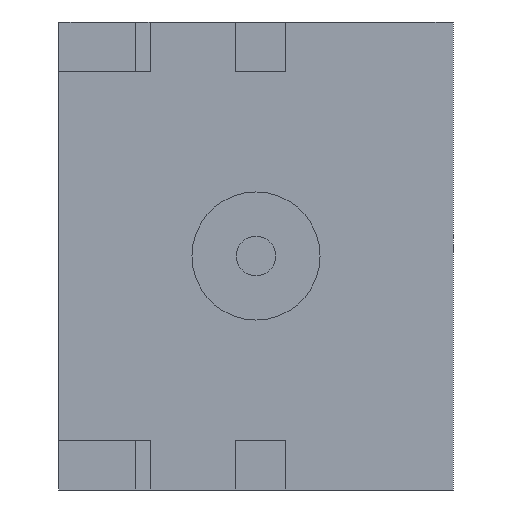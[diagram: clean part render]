
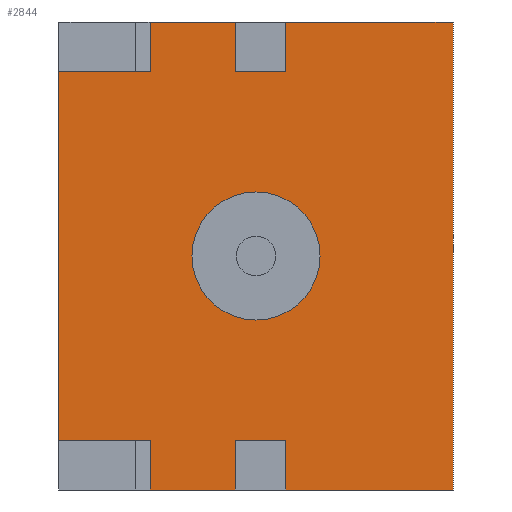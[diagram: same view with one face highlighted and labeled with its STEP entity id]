
A CAD part, front view. The second image highlights one B-rep face of the part: STEP entity #2844.
In plain terms, the highlighted planar face has unit normal (0, -1, 0).
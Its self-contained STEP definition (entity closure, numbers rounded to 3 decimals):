
#56 = VECTOR ( 'NONE', #3155, 1000. ) ;
#62 = LINE ( 'NONE', #141, #3371 ) ;
#66 = CARTESIAN_POINT ( 'NONE',  ( 0.6, -1.6, 4.75 ) ) ;
#88 = ORIENTED_EDGE ( 'NONE', *, *, #2579, .F. ) ;
#141 = CARTESIAN_POINT ( 'NONE',  ( 0.6, -1.6, 4.75 ) ) ;
#167 = CARTESIAN_POINT ( 'NONE',  ( 0., -1.6, 0. ) ) ;
#169 = CARTESIAN_POINT ( 'NONE',  ( -2.15, -1.6, -3.75 ) ) ;
#189 = DIRECTION ( 'NONE',  ( 0., 0., -1. ) ) ;
#209 = EDGE_CURVE ( 'NONE', #2981, #1564, #605, .T. ) ;
#256 = ORIENTED_EDGE ( 'NONE', *, *, #2850, .F. ) ;
#301 = LINE ( 'NONE', #3661, #2197 ) ;
#303 = CARTESIAN_POINT ( 'NONE',  ( -4., -1.6, -4.75 ) ) ;
#334 = VERTEX_POINT ( 'NONE', #1147 ) ;
#353 = CARTESIAN_POINT ( 'NONE',  ( -4., -1.6, -3.75 ) ) ;
#372 = FACE_OUTER_BOUND ( 'NONE', #3577, .T. ) ;
#380 = ORIENTED_EDGE ( 'NONE', *, *, #2944, .T. ) ;
#419 = VERTEX_POINT ( 'NONE', #4079 ) ;
#457 = VERTEX_POINT ( 'NONE', #1542 ) ;
#481 = DIRECTION ( 'NONE',  ( 0., -1., 0. ) ) ;
#539 = CARTESIAN_POINT ( 'NONE',  ( -2.15, -1.6, -4.75 ) ) ;
#543 = LINE ( 'NONE', #3704, #2342 ) ;
#605 = LINE ( 'NONE', #2364, #2449 ) ;
#634 = ORIENTED_EDGE ( 'NONE', *, *, #2278, .F. ) ;
#652 = CARTESIAN_POINT ( 'NONE',  ( 4., -1.6, 4.75 ) ) ;
#679 = CARTESIAN_POINT ( 'NONE',  ( -4., -1.6, -4.75 ) ) ;
#714 = ORIENTED_EDGE ( 'NONE', *, *, #1337, .F. ) ;
#716 = LINE ( 'NONE', #353, #3892 ) ;
#756 = VERTEX_POINT ( 'NONE', #2713 ) ;
#761 = EDGE_CURVE ( 'NONE', #2937, #457, #3619, .T. ) ;
#782 = DIRECTION ( 'NONE',  ( 0., 0., 1. ) ) ;
#814 = CARTESIAN_POINT ( 'NONE',  ( -4., -1.6, 3.75 ) ) ;
#847 = EDGE_CURVE ( 'NONE', #419, #2973, #62, .T. ) ;
#859 = VECTOR ( 'NONE', #3464, 1000. ) ;
#876 = CARTESIAN_POINT ( 'NONE',  ( -0.42, -1.6, -4.75 ) ) ;
#881 = AXIS2_PLACEMENT_3D ( 'NONE', #4072, #2129, #1489 ) ;
#967 = DIRECTION ( 'NONE',  ( 0., 0., 1. ) ) ;
#969 = ORIENTED_EDGE ( 'NONE', *, *, #2857, .T. ) ;
#1006 = ORIENTED_EDGE ( 'NONE', *, *, #761, .F. ) ;
#1041 = AXIS2_PLACEMENT_3D ( 'NONE', #167, #481, #2061 ) ;
#1099 = DIRECTION ( 'NONE',  ( -1., 0., 0. ) ) ;
#1114 = LINE ( 'NONE', #652, #3482 ) ;
#1143 = EDGE_CURVE ( 'NONE', #2937, #334, #301, .T. ) ;
#1147 = CARTESIAN_POINT ( 'NONE',  ( -4., -1.6, -3.75 ) ) ;
#1163 = LINE ( 'NONE', #3720, #859 ) ;
#1218 = CIRCLE ( 'NONE', #3714, 1.3 ) ;
#1247 = CIRCLE ( 'NONE', #881, 1.3 ) ;
#1309 = CARTESIAN_POINT ( 'NONE',  ( -0.42, -1.6, 3.75 ) ) ;
#1337 = EDGE_CURVE ( 'NONE', #2276, #3079, #1793, .T. ) ;
#1436 = CARTESIAN_POINT ( 'NONE',  ( -0.42, -1.6, 4.75 ) ) ;
#1452 = CARTESIAN_POINT ( 'NONE',  ( 0., -1.6, 0. ) ) ;
#1489 = DIRECTION ( 'NONE',  ( 0., 0., -1. ) ) ;
#1542 = CARTESIAN_POINT ( 'NONE',  ( -2.15, -1.6, 3.75 ) ) ;
#1564 = VERTEX_POINT ( 'NONE', #1624 ) ;
#1624 = CARTESIAN_POINT ( 'NONE',  ( -0.42, -1.6, -3.75 ) ) ;
#1714 = VECTOR ( 'NONE', #1099, 1000. ) ;
#1741 = LINE ( 'NONE', #303, #56 ) ;
#1762 = VECTOR ( 'NONE', #782, 1000. ) ;
#1780 = DIRECTION ( 'NONE',  ( 0., 0., 1. ) ) ;
#1781 = DIRECTION ( 'NONE',  ( 0., -1., 0. ) ) ;
#1793 = LINE ( 'NONE', #4085, #2142 ) ;
#1801 = DIRECTION ( 'NONE',  ( -1., 0., 0. ) ) ;
#1861 = LINE ( 'NONE', #3370, #1714 ) ;
#1887 = VERTEX_POINT ( 'NONE', #2166 ) ;
#1918 = VECTOR ( 'NONE', #1930, 1000. ) ;
#1930 = DIRECTION ( 'NONE',  ( 1., 0., 0. ) ) ;
#2061 = DIRECTION ( 'NONE',  ( 0., 0., -1. ) ) ;
#2064 = LINE ( 'NONE', #2412, #2609 ) ;
#2105 = ORIENTED_EDGE ( 'NONE', *, *, #3236, .F. ) ;
#2129 = DIRECTION ( 'NONE',  ( 0., -1., 0. ) ) ;
#2142 = VECTOR ( 'NONE', #3800, 1000. ) ;
#2155 = VERTEX_POINT ( 'NONE', #2953 ) ;
#2157 = DIRECTION ( 'NONE',  ( 0., 0., -1. ) ) ;
#2164 = LINE ( 'NONE', #679, #1918 ) ;
#2166 = CARTESIAN_POINT ( 'NONE',  ( 4., -1.6, -4.75 ) ) ;
#2197 = VECTOR ( 'NONE', #3031, 1000. ) ;
#2231 = VERTEX_POINT ( 'NONE', #3021 ) ;
#2276 = VERTEX_POINT ( 'NONE', #1436 ) ;
#2278 = EDGE_CURVE ( 'NONE', #3235, #2981, #543, .T. ) ;
#2342 = VECTOR ( 'NONE', #1780, 1000. ) ;
#2364 = CARTESIAN_POINT ( 'NONE',  ( -0.42, -1.6, -3.75 ) ) ;
#2368 = DIRECTION ( 'NONE',  ( 0., 0., 1. ) ) ;
#2388 = CARTESIAN_POINT ( 'NONE',  ( 0.6, -1.6, -4.75 ) ) ;
#2396 = PLANE ( 'NONE',  #1041 ) ;
#2412 = CARTESIAN_POINT ( 'NONE',  ( -2.15, -1.6, 4.75 ) ) ;
#2449 = VECTOR ( 'NONE', #1801, 1000. ) ;
#2472 = VERTEX_POINT ( 'NONE', #169 ) ;
#2508 = CARTESIAN_POINT ( 'NONE',  ( -4., -1.6, 4.75 ) ) ;
#2559 = EDGE_CURVE ( 'NONE', #1564, #3848, #3813, .T. ) ;
#2563 = LINE ( 'NONE', #4002, #1762 ) ;
#2579 = EDGE_CURVE ( 'NONE', #2721, #756, #1247, .T. ) ;
#2609 = VECTOR ( 'NONE', #3401, 1000. ) ;
#2641 = ORIENTED_EDGE ( 'NONE', *, *, #2998, .F. ) ;
#2700 = EDGE_CURVE ( 'NONE', #3437, #3848, #1741, .T. ) ;
#2713 = CARTESIAN_POINT ( 'NONE',  ( 0., -1.6, 1.3 ) ) ;
#2721 = VERTEX_POINT ( 'NONE', #4147 ) ;
#2757 = VECTOR ( 'NONE', #3456, 1000. ) ;
#2844 = ADVANCED_FACE ( 'NONE', ( #3284, #372 ), #2396, .T. ) ;
#2850 = EDGE_CURVE ( 'NONE', #3437, #2472, #2563, .T. ) ;
#2857 = EDGE_CURVE ( 'NONE', #2231, #2973, #1861, .T. ) ;
#2924 = EDGE_CURVE ( 'NONE', #1887, #2231, #1114, .T. ) ;
#2937 = VERTEX_POINT ( 'NONE', #3273 ) ;
#2944 = EDGE_CURVE ( 'NONE', #3235, #1887, #2164, .T. ) ;
#2953 = CARTESIAN_POINT ( 'NONE',  ( -2.15, -1.6, 4.75 ) ) ;
#2973 = VERTEX_POINT ( 'NONE', #66 ) ;
#2981 = VERTEX_POINT ( 'NONE', #3554 ) ;
#2998 = EDGE_CURVE ( 'NONE', #2472, #334, #716, .T. ) ;
#3020 = ORIENTED_EDGE ( 'NONE', *, *, #209, .F. ) ;
#3021 = CARTESIAN_POINT ( 'NONE',  ( 4., -1.6, 4.75 ) ) ;
#3031 = DIRECTION ( 'NONE',  ( 0., 0., -1. ) ) ;
#3068 = EDGE_LOOP ( 'NONE', ( #88, #3174 ) ) ;
#3079 = VERTEX_POINT ( 'NONE', #1309 ) ;
#3140 = ORIENTED_EDGE ( 'NONE', *, *, #2700, .T. ) ;
#3155 = DIRECTION ( 'NONE',  ( 1., 0., 0. ) ) ;
#3174 = ORIENTED_EDGE ( 'NONE', *, *, #3246, .F. ) ;
#3235 = VERTEX_POINT ( 'NONE', #2388 ) ;
#3236 = EDGE_CURVE ( 'NONE', #457, #2155, #2064, .T. ) ;
#3246 = EDGE_CURVE ( 'NONE', #756, #2721, #1218, .T. ) ;
#3273 = CARTESIAN_POINT ( 'NONE',  ( -4., -1.6, 3.75 ) ) ;
#3283 = EDGE_CURVE ( 'NONE', #3079, #419, #1163, .T. ) ;
#3284 = FACE_BOUND ( 'NONE', #3068, .T. ) ;
#3358 = DIRECTION ( 'NONE',  ( 1., 0., 0. ) ) ;
#3370 = CARTESIAN_POINT ( 'NONE',  ( -4., -1.6, 4.75 ) ) ;
#3371 = VECTOR ( 'NONE', #2368, 1000. ) ;
#3401 = DIRECTION ( 'NONE',  ( 0., 0., 1. ) ) ;
#3437 = VERTEX_POINT ( 'NONE', #539 ) ;
#3456 = DIRECTION ( 'NONE',  ( -1., 0., 0. ) ) ;
#3464 = DIRECTION ( 'NONE',  ( 1., 0., 0. ) ) ;
#3482 = VECTOR ( 'NONE', #967, 1000. ) ;
#3554 = CARTESIAN_POINT ( 'NONE',  ( 0.6, -1.6, -3.75 ) ) ;
#3577 = EDGE_LOOP ( 'NONE', ( #3140, #3942, #3020, #634, #380, #4081, #969, #4000, #3798, #714, #4049, #2105, #1006, #3747, #2641, #256 ) ) ;
#3578 = LINE ( 'NONE', #2508, #2757 ) ;
#3619 = LINE ( 'NONE', #814, #3819 ) ;
#3661 = CARTESIAN_POINT ( 'NONE',  ( -4., -1.6, 4.75 ) ) ;
#3704 = CARTESIAN_POINT ( 'NONE',  ( 0.6, -1.6, -4.75 ) ) ;
#3714 = AXIS2_PLACEMENT_3D ( 'NONE', #1452, #1781, #189 ) ;
#3720 = CARTESIAN_POINT ( 'NONE',  ( -0.42, -1.6, 3.75 ) ) ;
#3747 = ORIENTED_EDGE ( 'NONE', *, *, #1143, .T. ) ;
#3764 = VECTOR ( 'NONE', #2157, 1000. ) ;
#3798 = ORIENTED_EDGE ( 'NONE', *, *, #3283, .F. ) ;
#3800 = DIRECTION ( 'NONE',  ( 0., 0., -1. ) ) ;
#3813 = LINE ( 'NONE', #876, #3764 ) ;
#3819 = VECTOR ( 'NONE', #3358, 1000. ) ;
#3848 = VERTEX_POINT ( 'NONE', #4064 ) ;
#3853 = DIRECTION ( 'NONE',  ( -1., 0., 0. ) ) ;
#3892 = VECTOR ( 'NONE', #3853, 1000. ) ;
#3942 = ORIENTED_EDGE ( 'NONE', *, *, #2559, .F. ) ;
#4000 = ORIENTED_EDGE ( 'NONE', *, *, #847, .F. ) ;
#4002 = CARTESIAN_POINT ( 'NONE',  ( -2.15, -1.6, -4.75 ) ) ;
#4049 = ORIENTED_EDGE ( 'NONE', *, *, #4080, .T. ) ;
#4064 = CARTESIAN_POINT ( 'NONE',  ( -0.42, -1.6, -4.75 ) ) ;
#4072 = CARTESIAN_POINT ( 'NONE',  ( 0., -1.6, 0. ) ) ;
#4079 = CARTESIAN_POINT ( 'NONE',  ( 0.6, -1.6, 3.75 ) ) ;
#4080 = EDGE_CURVE ( 'NONE', #2276, #2155, #3578, .T. ) ;
#4081 = ORIENTED_EDGE ( 'NONE', *, *, #2924, .T. ) ;
#4085 = CARTESIAN_POINT ( 'NONE',  ( -0.42, -1.6, 4.75 ) ) ;
#4147 = CARTESIAN_POINT ( 'NONE',  ( 0., -1.6, -1.3 ) ) ;
